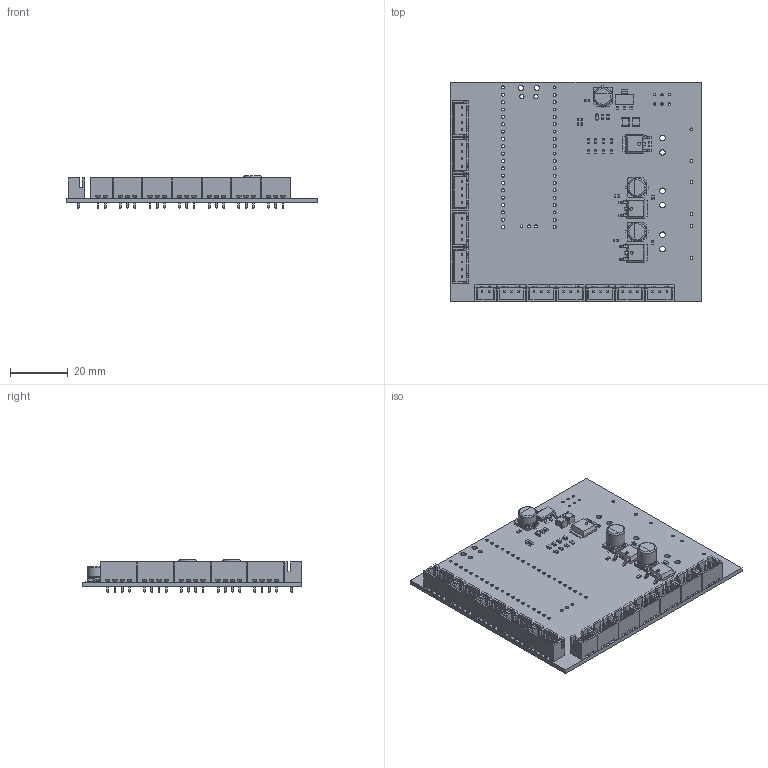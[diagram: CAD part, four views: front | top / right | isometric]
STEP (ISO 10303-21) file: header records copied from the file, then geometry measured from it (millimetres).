
FILE_DESCRIPTION(('KiCad electronic assembly'),'2;1');
FILE_NAME('MainPCB.step','2023-10-05T19:02:11',('Pcbnew'),('Kicad'), 'Open CASCADE STEP processor 7.6','KiCad to STEP converter','Unknown' );
FILE_SCHEMA(('AUTOMOTIVE_DESIGN { 1 0 10303 214 1 1 1 1 }'));
Length unit declared in the file: millimetre
Products named in the file (26): MainPCB 1; R_0603_1608Metric; SOLID; JST_XH_B3B-XH-A_1x03_P2.50mm_Vertical; JST_XH_B4B-XH-A_1x04_P2.50mm_Vertical; CP_Elec_6.3x7.7; TO-252-2; COMPOUND; C_0603_1608Metric; D_SOD-323; C_1210_3225Metric; LED_0603_1608Metric; CP_Elec_6.3x5.4; SOT-223; JST_XH_B2B-XH-A_1x02_P2.50mm_Vertical; _autosave-MainPCB PCB
Assembly tree (53 placements, depth 3):
  MainPCB 1
    R_0603_1608Metric  x8
      SOLID
    JST_XH_B3B-XH-A_1x03_P2.50mm_Vertical  x6
      SOLID
    JST_XH_B4B-XH-A_1x04_P2.50mm_Vertical  x5
      SOLID
    CP_Elec_6.3x7.7  x2
      SOLID
    TO-252-2  x3
      COMPOUND
    C_0603_1608Metric  x6
      SOLID
    D_SOD-323
      SOLID
    C_1210_3225Metric  x2
      SOLID
    LED_0603_1608Metric  x4
      SOLID
    CP_Elec_6.3x5.4
      SOLID
    SOT-223
      SOLID
    JST_XH_B2B-XH-A_1x02_P2.50mm_Vertical
      SOLID
    _autosave-MainPCB PCB
Bounding box: 86.41 x 75.84 x 11.1 mm (x, y, z)
Volume: 13848.5 mm3; surface area: 22365.6 mm2
Topology: 53 solids, 53 shells, 2756 faces, 7190 edges, 4647 vertices
Faces by surface type: plane 2255, cylinder 438, bspline 48, torus 12, revolution 3
Full cylindrical faces by diameter (mm): 0.8 x6, 0.95 x38, 1 x11, 1.02 x43, 1.5 x2, 1.8 x2, 1.9 x6, 6.3 x6
Entity records: 65663 total; most frequent: CARTESIAN_POINT 12619, DIRECTION 8857, LINE 6032, VECTOR 6032, ORIENTED_EDGE 4710, PCURVE 4710, DEFINITIONAL_REPRESENTATION 4710, EDGE_CURVE 2355
